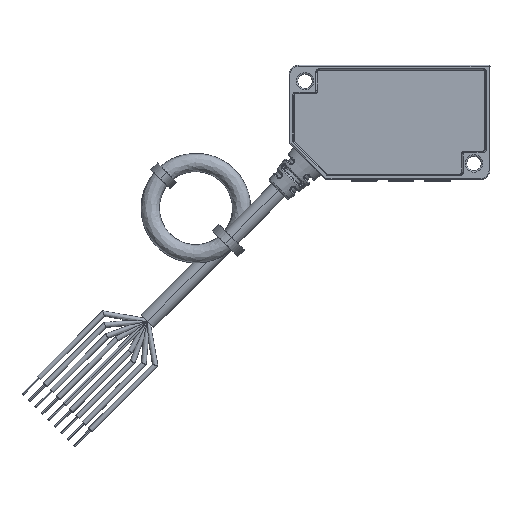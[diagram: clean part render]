
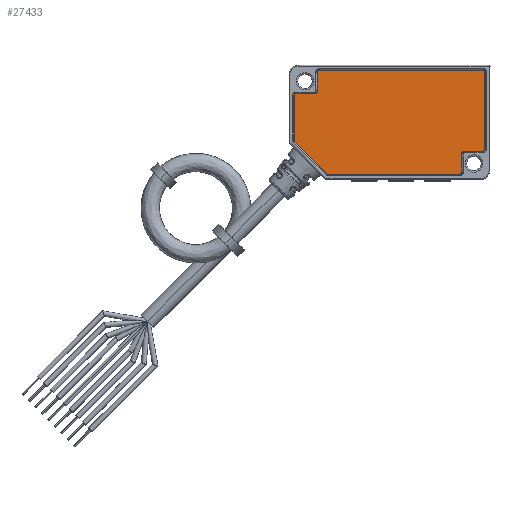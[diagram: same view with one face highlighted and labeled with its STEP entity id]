
A CAD part, top view. The second image highlights one B-rep face of the part: STEP entity #27433.
In plain terms, the highlighted planar face has unit normal (0, 0, 1).
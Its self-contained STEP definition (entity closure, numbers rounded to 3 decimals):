
#1817=DIRECTION('',(-1.,0.,0.));
#1818=VECTOR('',#1817,4.1);
#1819=CARTESIAN_POINT('',(-16.3,6.3,11.9));
#1820=LINE('',#1819,#1818);
#1829=DIRECTION('',(0.,-1.,0.));
#1830=VECTOR('',#1829,4.1);
#1831=CARTESIAN_POINT('',(-15.8,10.9,11.9));
#1832=LINE('',#1831,#1830);
#1905=CARTESIAN_POINT('',(-20.4,5.8,11.9));
#1906=DIRECTION('',(0.,0.,-1.));
#1907=DIRECTION('',(-1.,0.,0.));
#1908=AXIS2_PLACEMENT_3D('',#1905,#1906,#1907);
#1910=CARTESIAN_POINT('',(-16.3,6.8,11.9));
#1911=DIRECTION('',(0.,0.,1.));
#1912=DIRECTION('',(0.,-1.,0.));
#1913=AXIS2_PLACEMENT_3D('',#1910,#1911,#1912);
#1915=CARTESIAN_POINT('',(-15.3,10.9,11.9));
#1916=DIRECTION('',(0.,0.,-1.));
#1917=DIRECTION('',(-1.,0.,0.));
#1918=AXIS2_PLACEMENT_3D('',#1915,#1916,#1917);
#1920=DIRECTION('',(1.,0.,0.));
#1921=VECTOR('',#1920,35.7);
#1922=CARTESIAN_POINT('',(-15.3,11.4,11.9));
#1923=LINE('',#1922,#1921);
#1924=CARTESIAN_POINT('',(20.4,10.9,11.9));
#1925=DIRECTION('',(0.,0.,-1.));
#1926=DIRECTION('',(0.,1.,0.));
#1927=AXIS2_PLACEMENT_3D('',#1924,#1925,#1926);
#1929=DIRECTION('',(0.,-1.,0.));
#1930=VECTOR('',#1929,16.7);
#1931=CARTESIAN_POINT('',(20.9,10.9,11.9));
#1932=LINE('',#1931,#1930);
#1933=CARTESIAN_POINT('',(20.4,-5.8,11.9));
#1934=DIRECTION('',(0.,0.,-1.));
#1935=DIRECTION('',(1.,0.,0.));
#1936=AXIS2_PLACEMENT_3D('',#1933,#1934,#1935);
#1938=DIRECTION('',(-1.,0.,0.));
#1939=VECTOR('',#1938,4.1);
#1940=CARTESIAN_POINT('',(20.4,-6.3,11.9));
#1941=LINE('',#1940,#1939);
#1942=CARTESIAN_POINT('',(16.3,-6.8,11.9));
#1943=DIRECTION('',(0.,0.,1.));
#1944=DIRECTION('',(0.,1.,0.));
#1945=AXIS2_PLACEMENT_3D('',#1942,#1943,#1944);
#1947=DIRECTION('',(0.,-1.,0.));
#1948=VECTOR('',#1947,4.1);
#1949=CARTESIAN_POINT('',(15.8,-6.8,11.9));
#1950=LINE('',#1949,#1948);
#1951=CARTESIAN_POINT('',(15.3,-10.9,11.9));
#1952=DIRECTION('',(0.,0.,-1.));
#1953=DIRECTION('',(1.,0.,0.));
#1954=AXIS2_PLACEMENT_3D('',#1951,#1952,#1953);
#1956=DIRECTION('',(-1.,0.,0.));
#1957=VECTOR('',#1956,28.643);
#1958=CARTESIAN_POINT('',(15.3,-11.4,11.9));
#1959=LINE('',#1958,#1957);
#1960=CARTESIAN_POINT('',(-13.343,-10.9,11.9));
#1961=DIRECTION('',(0.,0.,-1.));
#1962=DIRECTION('',(0.,-1.,0.));
#1963=AXIS2_PLACEMENT_3D('',#1960,#1961,#1962);
#1965=DIRECTION('',(-0.707,0.707,0.));
#1966=VECTOR('',#1965,9.98);
#1967=CARTESIAN_POINT('',(-13.696,-11.254,11.9));
#1968=LINE('',#1967,#1966);
#1969=CARTESIAN_POINT('',(-20.4,-3.843,11.9));
#1970=DIRECTION('',(0.,0.,-1.));
#1971=DIRECTION('',(-0.707,-0.707,0.));
#1972=AXIS2_PLACEMENT_3D('',#1969,#1970,#1971);
#1974=DIRECTION('',(0.,1.,0.));
#1975=VECTOR('',#1974,9.643);
#1976=CARTESIAN_POINT('',(-20.9,-3.843,11.9));
#1977=LINE('',#1976,#1975);
#20700=CARTESIAN_POINT('',(-20.4,6.3,11.9));
#20701=VERTEX_POINT('',#20700);
#20702=CARTESIAN_POINT('',(-20.9,5.8,11.9));
#20703=VERTEX_POINT('',#20702);
#20704=CARTESIAN_POINT('',(-16.3,6.3,11.9));
#20705=VERTEX_POINT('',#20704);
#20706=CARTESIAN_POINT('',(-15.8,6.8,11.9));
#20707=VERTEX_POINT('',#20706);
#20708=CARTESIAN_POINT('',(-15.8,10.9,11.9));
#20709=VERTEX_POINT('',#20708);
#20710=CARTESIAN_POINT('',(-15.3,11.4,11.9));
#20711=VERTEX_POINT('',#20710);
#20712=CARTESIAN_POINT('',(20.4,11.4,11.9));
#20713=VERTEX_POINT('',#20712);
#20714=CARTESIAN_POINT('',(20.9,10.9,11.9));
#20715=VERTEX_POINT('',#20714);
#20716=CARTESIAN_POINT('',(20.9,-5.8,11.9));
#20717=VERTEX_POINT('',#20716);
#20718=CARTESIAN_POINT('',(20.4,-6.3,11.9));
#20719=VERTEX_POINT('',#20718);
#20720=CARTESIAN_POINT('',(16.3,-6.3,11.9));
#20721=VERTEX_POINT('',#20720);
#20722=CARTESIAN_POINT('',(15.8,-6.8,11.9));
#20723=VERTEX_POINT('',#20722);
#20724=CARTESIAN_POINT('',(15.8,-10.9,11.9));
#20725=VERTEX_POINT('',#20724);
#20726=CARTESIAN_POINT('',(15.3,-11.4,11.9));
#20727=VERTEX_POINT('',#20726);
#20728=CARTESIAN_POINT('',(-13.343,-11.4,11.9));
#20729=VERTEX_POINT('',#20728);
#20730=CARTESIAN_POINT('',(-13.696,-11.254,11.9));
#20731=VERTEX_POINT('',#20730);
#20732=CARTESIAN_POINT('',(-20.754,-4.196,11.9));
#20733=VERTEX_POINT('',#20732);
#20734=CARTESIAN_POINT('',(-20.9,-3.843,11.9));
#20735=VERTEX_POINT('',#20734);
#27408=CARTESIAN_POINT('',(0.,0.,11.9));
#27409=DIRECTION('',(0.,0.,1.));
#27410=DIRECTION('',(1.,0.,0.));
#27411=AXIS2_PLACEMENT_3D('',#27408,#27409,#27410);
#27412=PLANE('',#27411);
#27413=ORIENTED_EDGE('',*,*,#27164,.T.);
#27414=ORIENTED_EDGE('',*,*,#27179,.F.);
#27415=ORIENTED_EDGE('',*,*,#27193,.T.);
#27416=ORIENTED_EDGE('',*,*,#27207,.F.);
#27417=ORIENTED_EDGE('',*,*,#27221,.T.);
#27418=ORIENTED_EDGE('',*,*,#27235,.T.);
#27419=ORIENTED_EDGE('',*,*,#27249,.T.);
#27420=ORIENTED_EDGE('',*,*,#27263,.T.);
#27421=ORIENTED_EDGE('',*,*,#27277,.T.);
#27422=ORIENTED_EDGE('',*,*,#27291,.T.);
#27423=ORIENTED_EDGE('',*,*,#27305,.T.);
#27424=ORIENTED_EDGE('',*,*,#27319,.T.);
#27425=ORIENTED_EDGE('',*,*,#27333,.T.);
#27426=ORIENTED_EDGE('',*,*,#27347,.T.);
#27427=ORIENTED_EDGE('',*,*,#27361,.T.);
#27428=ORIENTED_EDGE('',*,*,#27375,.T.);
#27429=ORIENTED_EDGE('',*,*,#27389,.T.);
#27430=ORIENTED_EDGE('',*,*,#27402,.T.);
#27431=EDGE_LOOP('',(#27413,#27414,#27415,#27416,#27417,#27418,#27419,#27420,
#27421,#27422,#27423,#27424,#27425,#27426,#27427,#27428,#27429,#27430));
#27432=FACE_OUTER_BOUND('',#27431,.F.);
#1909=CIRCLE('',#1908,0.5);
#1914=CIRCLE('',#1913,0.5);
#1919=CIRCLE('',#1918,0.5);
#1928=CIRCLE('',#1927,0.5);
#1937=CIRCLE('',#1936,0.5);
#1946=CIRCLE('',#1945,0.5);
#1955=CIRCLE('',#1954,0.5);
#1964=CIRCLE('',#1963,0.5);
#1973=CIRCLE('',#1972,0.5);
#27164=EDGE_CURVE('',#20703,#20701,#1909,.T.);
#27179=EDGE_CURVE('',#20705,#20701,#1820,.T.);
#27193=EDGE_CURVE('',#20705,#20707,#1914,.T.);
#27207=EDGE_CURVE('',#20709,#20707,#1832,.T.);
#27221=EDGE_CURVE('',#20709,#20711,#1919,.T.);
#27235=EDGE_CURVE('',#20711,#20713,#1923,.T.);
#27249=EDGE_CURVE('',#20713,#20715,#1928,.T.);
#27263=EDGE_CURVE('',#20715,#20717,#1932,.T.);
#27277=EDGE_CURVE('',#20717,#20719,#1937,.T.);
#27291=EDGE_CURVE('',#20719,#20721,#1941,.T.);
#27305=EDGE_CURVE('',#20721,#20723,#1946,.T.);
#27319=EDGE_CURVE('',#20723,#20725,#1950,.T.);
#27333=EDGE_CURVE('',#20725,#20727,#1955,.T.);
#27347=EDGE_CURVE('',#20727,#20729,#1959,.T.);
#27361=EDGE_CURVE('',#20729,#20731,#1964,.T.);
#27375=EDGE_CURVE('',#20731,#20733,#1968,.T.);
#27389=EDGE_CURVE('',#20733,#20735,#1973,.T.);
#27402=EDGE_CURVE('',#20735,#20703,#1977,.T.);
#27433=ADVANCED_FACE('',(#27432),#27412,.T.);
